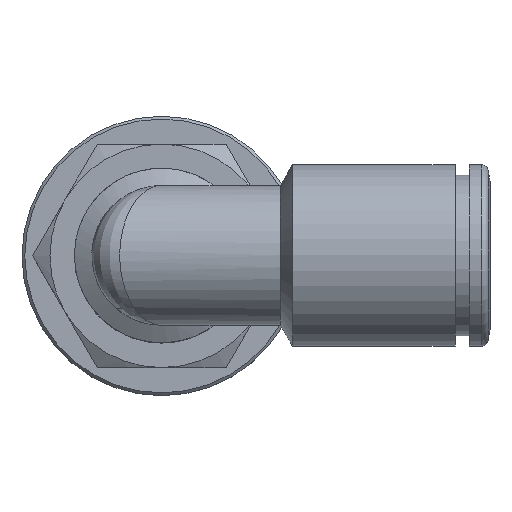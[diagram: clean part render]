
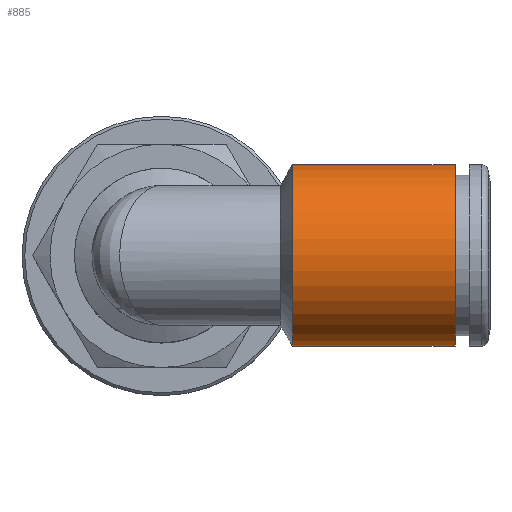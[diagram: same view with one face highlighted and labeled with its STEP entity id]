
A CAD part, top view. The second image highlights one B-rep face of the part: STEP entity #885.
In plain terms, the highlighted cylindrical face has radius 6.5 mm (diameter 13 mm), a full revolution.
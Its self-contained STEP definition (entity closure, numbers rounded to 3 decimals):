
#141=FACE_BOUND('',#300,.T.);
#201=FACE_OUTER_BOUND('',#299,.T.);
#299=EDGE_LOOP('',(#688));
#300=EDGE_LOOP('',(#689));
#412=CIRCLE('',#989,6.5);
#413=CIRCLE('',#991,6.5);
#480=VERTEX_POINT('',#1714);
#481=VERTEX_POINT('',#1717);
#564=EDGE_CURVE('',#480,#480,#412,.T.);
#565=EDGE_CURVE('',#481,#481,#413,.T.);
#688=ORIENTED_EDGE('',*,*,#565,.F.);
#689=ORIENTED_EDGE('',*,*,#564,.T.);
#847=CYLINDRICAL_SURFACE('',#990,6.5);
#885=ADVANCED_FACE('',(#201,#141),#847,.T.);
#989=AXIS2_PLACEMENT_3D('',#1715,#1181,#1182);
#990=AXIS2_PLACEMENT_3D('',#1716,#1183,#1184);
#991=AXIS2_PLACEMENT_3D('',#1718,#1185,#1186);
#1181=DIRECTION('center_axis',(-1.,0.,0.));
#1182=DIRECTION('ref_axis',(0.,0.,1.));
#1183=DIRECTION('center_axis',(-1.,0.,0.));
#1184=DIRECTION('ref_axis',(0.,0.,1.));
#1185=DIRECTION('center_axis',(-1.,0.,0.));
#1186=DIRECTION('ref_axis',(0.,0.,1.));
#1714=CARTESIAN_POINT('',(37.696,13.281,38.022));
#1715=CARTESIAN_POINT('Origin',(37.696,13.281,31.522));
#1716=CARTESIAN_POINT('Origin',(37.696,13.281,31.522));
#1717=CARTESIAN_POINT('',(26.062,13.281,38.022));
#1718=CARTESIAN_POINT('Origin',(26.062,13.281,31.522));
